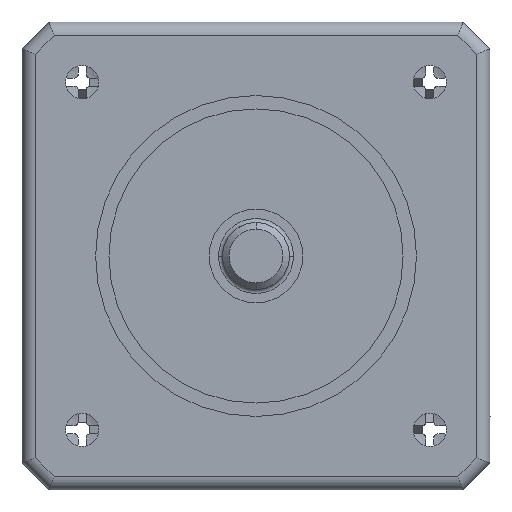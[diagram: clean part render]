
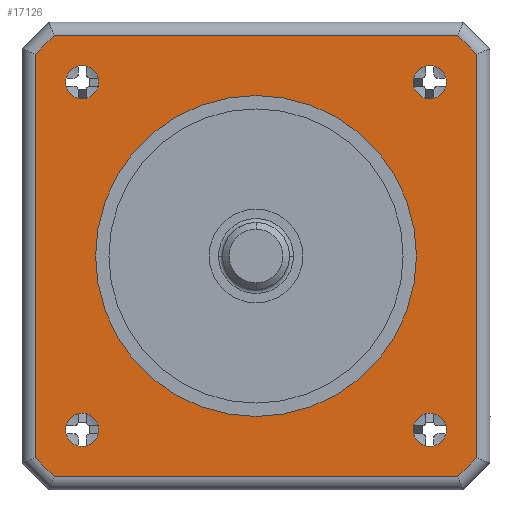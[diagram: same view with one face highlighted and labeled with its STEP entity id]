
A CAD part, left-side view. The second image highlights one B-rep face of the part: STEP entity #17126.
In plain terms, the highlighted planar face has unit normal (-1, 0, 0).
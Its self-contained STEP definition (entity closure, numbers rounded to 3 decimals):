
#3401=CARTESIAN_POINT('',(-17.25,-16.5,-15.086));
#3403=DIRECTION('',(0.,0.,1.));
#3404=VECTOR('',#3403,30.172);
#3405=CARTESIAN_POINT('',(-17.25,-16.5,-15.086));
#3406=LINE('',#3405,#3404);
#3419=CARTESIAN_POINT('',(-17.25,-15.086,-16.5));
#3454=CARTESIAN_POINT('',(-17.25,15.086,-16.5));
#3456=DIRECTION('',(0.,-1.,0.));
#3457=VECTOR('',#3456,30.172);
#3458=CARTESIAN_POINT('',(-17.25,15.086,-16.5));
#3459=LINE('',#3458,#3457);
#3472=CARTESIAN_POINT('',(-17.25,16.5,-15.086));
#3970=CARTESIAN_POINT('',(-17.25,15.086,16.5));
#3984=CARTESIAN_POINT('',(-17.25,-15.086,16.5));
#3986=DIRECTION('',(0.,1.,0.));
#3987=VECTOR('',#3986,30.172);
#3988=CARTESIAN_POINT('',(-17.25,-15.086,16.5));
#3989=LINE('',#3988,#3987);
#4004=DIRECTION('',(0.,-0.707,0.707));
#4005=VECTOR('',#4004,2.);
#4006=CARTESIAN_POINT('',(-17.25,16.5,15.086));
#4007=LINE('',#4006,#4005);
#4008=DIRECTION('',(0.,-0.707,-0.707));
#4009=VECTOR('',#4008,2.);
#4010=CARTESIAN_POINT('',(-17.25,-15.086,16.5));
#4011=LINE('',#4010,#4009);
#4012=DIRECTION('',(0.,0.707,-0.707));
#4013=VECTOR('',#4012,2.);
#4014=CARTESIAN_POINT('',(-17.25,-16.5,-15.086));
#4015=LINE('',#4014,#4013);
#4016=DIRECTION('',(0.,0.707,0.707));
#4017=VECTOR('',#4016,2.);
#4018=CARTESIAN_POINT('',(-17.25,15.086,-16.5));
#4019=LINE('',#4018,#4017);
#4020=CARTESIAN_POINT('',(-17.25,0.,0.));
#4021=DIRECTION('',(-1.,0.,0.));
#4022=DIRECTION('',(0.,1.,0.));
#4023=AXIS2_PLACEMENT_3D('',#4020,#4021,#4022);
#4025=CARTESIAN_POINT('',(-17.25,0.,0.));
#4026=DIRECTION('',(-1.,0.,0.));
#4027=DIRECTION('',(0.,-1.,0.));
#4028=AXIS2_PLACEMENT_3D('',#4025,#4026,#4027);
#4030=CARTESIAN_POINT('',(-17.25,13.,13.));
#4031=DIRECTION('',(-1.,0.,0.));
#4032=DIRECTION('',(0.,1.,0.));
#4033=AXIS2_PLACEMENT_3D('',#4030,#4031,#4032);
#4035=CARTESIAN_POINT('',(-17.25,13.,13.));
#4036=DIRECTION('',(-1.,0.,0.));
#4037=DIRECTION('',(0.,-1.,0.));
#4038=AXIS2_PLACEMENT_3D('',#4035,#4036,#4037);
#4040=CARTESIAN_POINT('',(-17.25,13.,-13.));
#4041=DIRECTION('',(-1.,0.,0.));
#4042=DIRECTION('',(0.,0.,-1.));
#4043=AXIS2_PLACEMENT_3D('',#4040,#4041,#4042);
#4045=CARTESIAN_POINT('',(-17.25,13.,-13.));
#4046=DIRECTION('',(-1.,0.,0.));
#4047=DIRECTION('',(0.,0.,1.));
#4048=AXIS2_PLACEMENT_3D('',#4045,#4046,#4047);
#4050=CARTESIAN_POINT('',(-17.25,-13.,-13.));
#4051=DIRECTION('',(-1.,0.,0.));
#4052=DIRECTION('',(0.,-1.,0.));
#4053=AXIS2_PLACEMENT_3D('',#4050,#4051,#4052);
#4055=CARTESIAN_POINT('',(-17.25,-13.,-13.));
#4056=DIRECTION('',(-1.,0.,0.));
#4057=DIRECTION('',(0.,1.,0.));
#4058=AXIS2_PLACEMENT_3D('',#4055,#4056,#4057);
#4060=CARTESIAN_POINT('',(-17.25,-13.,13.));
#4061=DIRECTION('',(-1.,0.,0.));
#4062=DIRECTION('',(0.,0.,1.));
#4063=AXIS2_PLACEMENT_3D('',#4060,#4061,#4062);
#4065=CARTESIAN_POINT('',(-17.25,-13.,13.));
#4066=DIRECTION('',(-1.,0.,0.));
#4067=DIRECTION('',(0.,0.,-1.));
#4068=AXIS2_PLACEMENT_3D('',#4065,#4066,#4067);
#4084=DIRECTION('',(0.,0.,-1.));
#4085=VECTOR('',#4084,30.172);
#4086=CARTESIAN_POINT('',(-17.25,16.5,15.086));
#4087=LINE('',#4086,#4085);
#11681=VERTEX_POINT('',#3401);
#11682=CARTESIAN_POINT('',(-17.25,-16.5,15.086));
#11683=VERTEX_POINT('',#11682);
#11684=VERTEX_POINT('',#3419);
#11685=VERTEX_POINT('',#3454);
#11688=VERTEX_POINT('',#3472);
#11837=VERTEX_POINT('',#3970);
#11838=CARTESIAN_POINT('',(-17.25,16.5,15.086));
#11839=VERTEX_POINT('',#11838);
#11840=VERTEX_POINT('',#3984);
#11841=CARTESIAN_POINT('',(-17.25,12.,0.));
#11842=CARTESIAN_POINT('',(-17.25,-12.,0.));
#11843=VERTEX_POINT('',#11841);
#11844=VERTEX_POINT('',#11842);
#11845=CARTESIAN_POINT('',(-17.25,14.25,13.));
#11846=CARTESIAN_POINT('',(-17.25,11.75,13.));
#11847=VERTEX_POINT('',#11845);
#11848=VERTEX_POINT('',#11846);
#11849=CARTESIAN_POINT('',(-17.25,13.,-14.25));
#11850=CARTESIAN_POINT('',(-17.25,13.,-11.75));
#11851=VERTEX_POINT('',#11849);
#11852=VERTEX_POINT('',#11850);
#11853=CARTESIAN_POINT('',(-17.25,-14.25,-13.));
#11854=CARTESIAN_POINT('',(-17.25,-11.75,-13.));
#11855=VERTEX_POINT('',#11853);
#11856=VERTEX_POINT('',#11854);
#11857=CARTESIAN_POINT('',(-17.25,-13.,14.25));
#11858=CARTESIAN_POINT('',(-17.25,-13.,11.75));
#11859=VERTEX_POINT('',#11857);
#11860=VERTEX_POINT('',#11858);
#17080=CARTESIAN_POINT('',(-17.25,0.,0.));
#17081=DIRECTION('',(-1.,0.,0.));
#17082=DIRECTION('',(0.,0.,-1.));
#17083=AXIS2_PLACEMENT_3D('',#17080,#17081,#17082);
#17084=PLANE('',#17083);
#17086=ORIENTED_EDGE('',*,*,#17085,.F.);
#17087=ORIENTED_EDGE('',*,*,#17045,.T.);
#17088=ORIENTED_EDGE('',*,*,#17060,.F.);
#17089=ORIENTED_EDGE('',*,*,#17071,.T.);
#17090=ORIENTED_EDGE('',*,*,#16587,.F.);
#17091=ORIENTED_EDGE('',*,*,#16603,.T.);
#17092=ORIENTED_EDGE('',*,*,#16643,.F.);
#17093=ORIENTED_EDGE('',*,*,#16658,.T.);
#17094=EDGE_LOOP('',(#17086,#17087,#17088,#17089,#17090,#17091,#17092,#17093));
#17095=FACE_OUTER_BOUND('',#17094,.F.);
#17097=ORIENTED_EDGE('',*,*,#17096,.T.);
#17099=ORIENTED_EDGE('',*,*,#17098,.T.);
#17100=EDGE_LOOP('',(#17097,#17099));
#17101=FACE_BOUND('',#17100,.F.);
#17103=ORIENTED_EDGE('',*,*,#17102,.T.);
#17105=ORIENTED_EDGE('',*,*,#17104,.T.);
#17106=EDGE_LOOP('',(#17103,#17105));
#17107=FACE_BOUND('',#17106,.F.);
#17109=ORIENTED_EDGE('',*,*,#17108,.T.);
#17111=ORIENTED_EDGE('',*,*,#17110,.T.);
#17112=EDGE_LOOP('',(#17109,#17111));
#17113=FACE_BOUND('',#17112,.F.);
#17115=ORIENTED_EDGE('',*,*,#17114,.T.);
#17117=ORIENTED_EDGE('',*,*,#17116,.T.);
#17118=EDGE_LOOP('',(#17115,#17117));
#17119=FACE_BOUND('',#17118,.F.);
#17121=ORIENTED_EDGE('',*,*,#17120,.T.);
#17123=ORIENTED_EDGE('',*,*,#17122,.T.);
#17124=EDGE_LOOP('',(#17121,#17123));
#17125=FACE_BOUND('',#17124,.F.);
#17126=ADVANCED_FACE('',(#17095,#17101,#17107,#17113,#17119,#17125),#17084,.T.);
#4024=CIRCLE('',#4023,12.);
#4029=CIRCLE('',#4028,12.);
#4034=CIRCLE('',#4033,1.25);
#4039=CIRCLE('',#4038,1.25);
#4044=CIRCLE('',#4043,1.25);
#4049=CIRCLE('',#4048,1.25);
#4054=CIRCLE('',#4053,1.25);
#4059=CIRCLE('',#4058,1.25);
#4064=CIRCLE('',#4063,1.25);
#4069=CIRCLE('',#4068,1.25);
#16587=EDGE_CURVE('',#11681,#11683,#3406,.T.);
#16603=EDGE_CURVE('',#11681,#11684,#4015,.T.);
#16643=EDGE_CURVE('',#11685,#11684,#3459,.T.);
#16658=EDGE_CURVE('',#11685,#11688,#4019,.T.);
#17045=EDGE_CURVE('',#11839,#11837,#4007,.T.);
#17060=EDGE_CURVE('',#11840,#11837,#3989,.T.);
#17071=EDGE_CURVE('',#11840,#11683,#4011,.T.);
#17085=EDGE_CURVE('',#11839,#11688,#4087,.T.);
#17096=EDGE_CURVE('',#11843,#11844,#4024,.T.);
#17098=EDGE_CURVE('',#11844,#11843,#4029,.T.);
#17102=EDGE_CURVE('',#11847,#11848,#4034,.T.);
#17104=EDGE_CURVE('',#11848,#11847,#4039,.T.);
#17108=EDGE_CURVE('',#11851,#11852,#4044,.T.);
#17110=EDGE_CURVE('',#11852,#11851,#4049,.T.);
#17114=EDGE_CURVE('',#11855,#11856,#4054,.T.);
#17116=EDGE_CURVE('',#11856,#11855,#4059,.T.);
#17120=EDGE_CURVE('',#11859,#11860,#4064,.T.);
#17122=EDGE_CURVE('',#11860,#11859,#4069,.T.);
